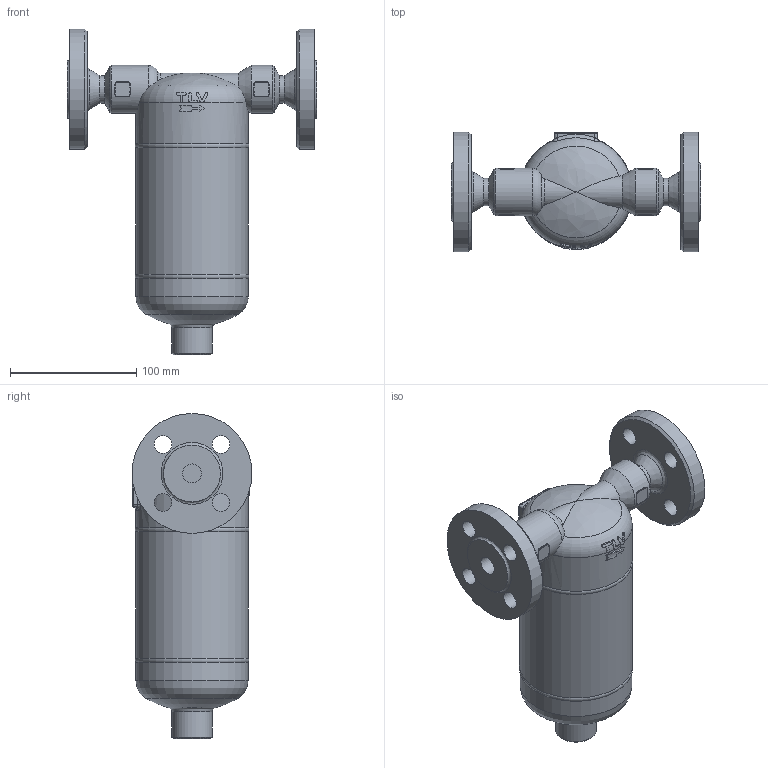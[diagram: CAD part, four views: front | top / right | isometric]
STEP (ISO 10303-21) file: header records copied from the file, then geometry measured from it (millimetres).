
FILE_DESCRIPTION((''),'2;1');
FILE_NAME('dc700-015-e0025-00.stp','2009-11-24T16:33:39',('nakaot'),(''),'Autodesk Inventor 2008','Autodesk Inventor 2008','');
FILE_SCHEMA(('AUTOMOTIVE_DESIGN { 1 0 10303 214 1 1 1 1 }'));
Length unit declared in the file: millimetre
Products named in the file (1): dc700-015-e0025-00
Bounding box: 198 x 95 x 257.5 mm (x, y, z)
Volume: 1424904.9 mm3; surface area: 119935 mm2
Topology: 1 solids, 1 shells, 238 faces, 597 edges, 356 vertices
Faces by surface type: cylinder 81, bspline 73, plane 49, torus 26, cone 8, sphere 1
Full cylindrical faces by diameter (mm): 14 x4, 15 x1, 21.7 x2, 32 x1, 38 x2, 89 x2, 89.1 x1, 95 x1
Entity records: 9697 total; most frequent: CARTESIAN_POINT 4636, ORIENTED_EDGE 1030, DIRECTION 989, EDGE_CURVE 515, AXIS2_PLACEMENT_3D 420, VERTEX_POINT 337, EDGE_LOOP 314, CIRCLE 242
